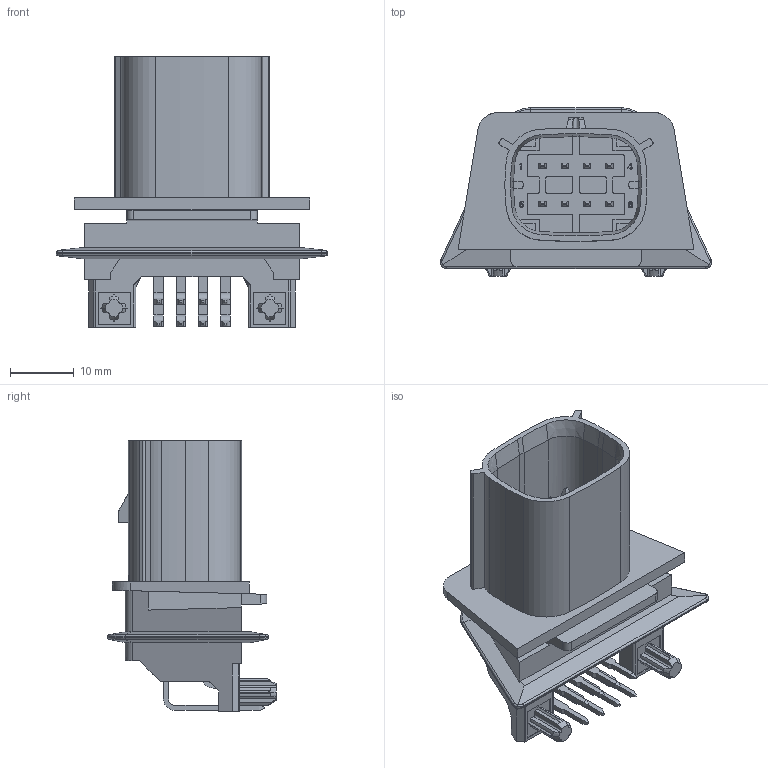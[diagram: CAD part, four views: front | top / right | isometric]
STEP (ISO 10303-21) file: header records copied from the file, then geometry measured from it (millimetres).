
FILE_DESCRIPTION(('STEP AP242'),'1');
FILE_NAME('348300801.stp','2025-10-07T09:16:21',('TraceParts'),('TraceParts S.A.S.'),'Spatial InterOp 3D',' ',' ');
FILE_SCHEMA(('AP242_MANAGED_MODEL_BASED_3D_ENGINEERING_MIM_LF {1 0 10303 442 1 1 4}'));
Length unit declared in the file: millimetre
Products named in the file (1): 1
Bounding box: 42.69 x 26.49 x 42.56 mm (x, y, z)
Volume: 6691.9 mm3; surface area: 10189.8 mm2
Topology: 1 solids, 1 shells, 782 faces, 2188 edges, 1440 vertices
Faces by surface type: plane 526, cylinder 214, cone 28, bspline 10, torus 4
Entity records: 31607 total; most frequent: CARTESIAN_POINT 4949, ORIENTED_EDGE 4376, DIRECTION 4150, EDGE_CURVE 2188, LINE 1624, VECTOR 1624, VERTEX_POINT 1440, AXIS2_PLACEMENT_3D 1263
